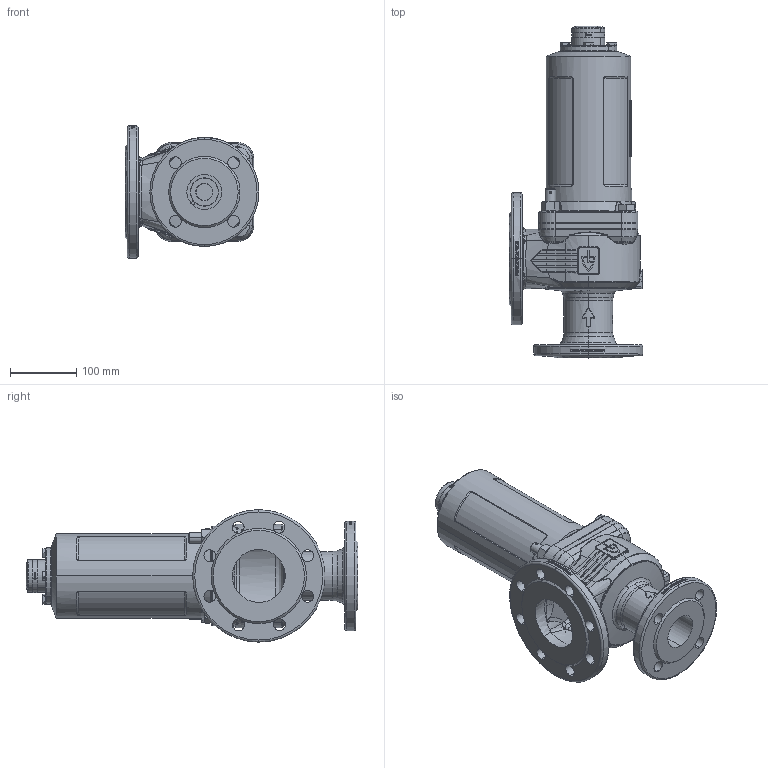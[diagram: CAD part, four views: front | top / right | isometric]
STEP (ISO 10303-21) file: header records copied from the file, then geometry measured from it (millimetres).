
FILE_DESCRIPTION (( 'STEP AP214' ), '1' );
FILE_NAME ('455TGFO_50_FLFL_5080_MD.STEP', '2020-08-20T11:03:35', ( '' ), ( '' ), 'SwSTEP 2.0', 'SolidWorks 2020', '' );
FILE_SCHEMA (( 'AUTOMOTIVE_DESIGN' ));
Length unit declared in the file: millimetre
Products named in the file (1): 455TGFO_50_FLFL_5080_MD
Bounding box: 202.5 x 502 x 200 mm (x, y, z)
Volume: 2274413.9 mm3; surface area: 596647.8 mm2
Topology: 15 solids, 15 shells, 1880 faces, 5177 edges, 3461 vertices
Faces by surface type: bspline 640, plane 462, cylinder 440, cone 215, torus 117, sphere 6
Entity records: 149436 total; most frequent: CARTESIAN_POINT 85625, ORIENTED_EDGE 10250, DIRECTION 7083, EDGE_CURVE 5125, VERTEX_POINT 3461, AXIS2_PLACEMENT_3D 2860, EDGE_LOOP 2134, B_SPLINE_CURVE_WITH_KNOTS 2095
